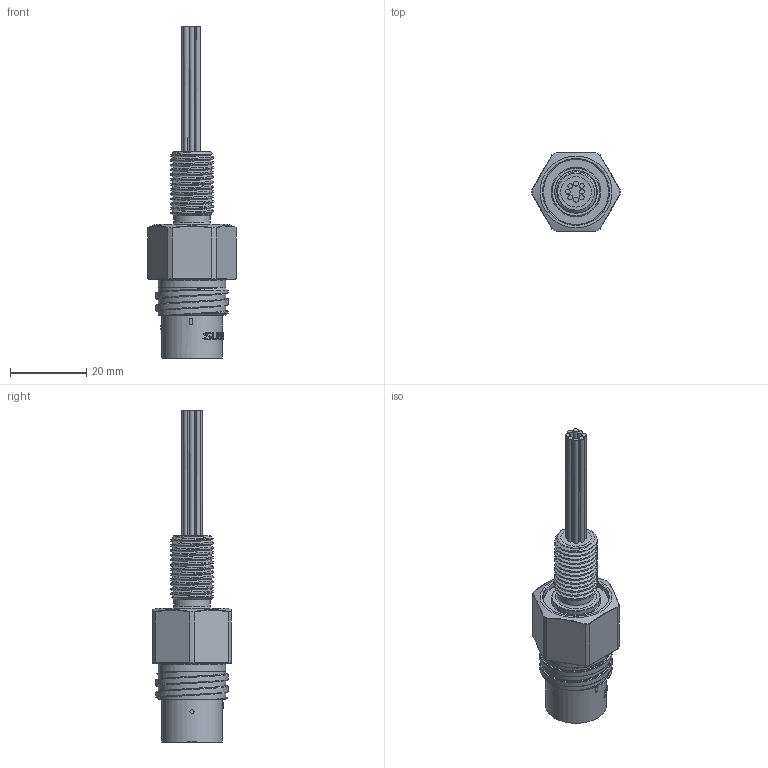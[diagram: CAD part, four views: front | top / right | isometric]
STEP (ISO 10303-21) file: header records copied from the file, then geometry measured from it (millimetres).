
FILE_DESCRIPTION(/* description */ (''),/* implementation_level */ '2;1');
FILE_NAME(/* name */ 'MCBH8F WB.stp',/* time_stamp */ '2014-11-27T14:53:02+01:00',/* author */ ('sh'),/* organization */ (''),/* preprocessor_version */ 'ST-DEVELOPER v15.2',/* originating_system */ 'Autodesk Inventor 2014',/* authorisation */ '');
FILE_SCHEMA (('AUTOMOTIVE_DESIGN { 1 0 10303 214 3 1 1 }'));
Length unit declared in the file: inch
Products named in the file (1): MCBH8F WB
Bounding box: 23.11 x 20.62 x 86.88 mm (x, y, z)
Volume: 9579.2 mm3; surface area: 11464.4 mm2
Topology: 19 solids, 19 shells, 916 faces, 2250 edges, 1460 vertices
Faces by surface type: plane 357, bspline 177, torus 172, cylinder 151, cone 59
Full cylindrical faces by diameter (mm): 1.067 x1, 1.27 x1, 1.448 x8, 2.052 x8, 2.057 x16, 2.723 x8, 2.812 x8, 3.175 x48, 3.2 x8, 6.731 x2, 9.449 x1, 9.55 x1, 12.725 x1, 13.462 x2, 15.9 x1, 15.926 x2, 16.256 x2, 17.247 x1, 17.628 x1, 18.415 x1
Entity records: 39668 total; most frequent: CARTESIAN_POINT 19513, ORIENTED_EDGE 3780, DIRECTION 3648, EDGE_CURVE 1890, AXIS2_PLACEMENT_3D 1467, VERTEX_POINT 1375, EDGE_LOOP 1279, STYLED_ITEM 919
